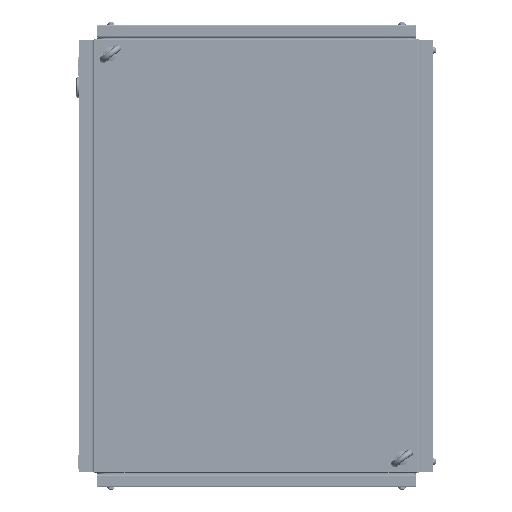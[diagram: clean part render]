
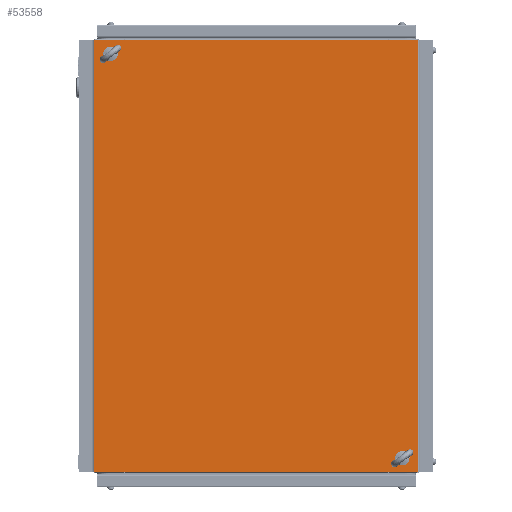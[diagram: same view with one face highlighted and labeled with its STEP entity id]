
A CAD part, front view. The second image highlights one B-rep face of the part: STEP entity #53558.
In plain terms, the highlighted planar face has unit normal (0, -1, 0).
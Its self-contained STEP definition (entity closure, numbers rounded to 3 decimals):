
#523 = DIRECTION ( 'NONE',  ( -1., 0., 0. ) ) ;
#2121 = DIRECTION ( 'NONE',  ( 0., -1., 0. ) ) ;
#3083 = CIRCLE ( 'NONE', #30000, 4.5 ) ;
#3459 = EDGE_CURVE ( 'NONE', #32144, #5307, #36087, .T. ) ;
#3596 = EDGE_CURVE ( 'NONE', #43256, #31629, #3083, .T. ) ;
#5043 = FACE_BOUND ( 'NONE', #27411, .T. ) ;
#5202 = DIRECTION ( 'NONE',  ( 0., 0., -1. ) ) ;
#5307 = VERTEX_POINT ( 'NONE', #51702 ) ;
#6451 = ORIENTED_EDGE ( 'NONE', *, *, #35306, .F. ) ;
#10406 = VERTEX_POINT ( 'NONE', #53602 ) ;
#10921 = ORIENTED_EDGE ( 'NONE', *, *, #3459, .T. ) ;
#11026 = AXIS2_PLACEMENT_3D ( 'NONE', #55730, #33756, #47307 ) ;
#13270 = EDGE_CURVE ( 'NONE', #43618, #41071, #38200, .T. ) ;
#13515 = CIRCLE ( 'NONE', #24089, 4.5 ) ;
#13563 = CARTESIAN_POINT ( 'NONE',  ( 451.5, -20., 19.5 ) ) ;
#14139 = LINE ( 'NONE', #22599, #17370 ) ;
#14556 = CARTESIAN_POINT ( 'NONE',  ( 20.8, -20., 599. ) ) ;
#17022 = DIRECTION ( 'NONE',  ( 0., -1., 0. ) ) ;
#17174 = CARTESIAN_POINT ( 'NONE',  ( 20.8, -20., 0. ) ) ;
#17370 = VECTOR ( 'NONE', #50836, 1000. ) ;
#18523 = LINE ( 'NONE', #14556, #56236 ) ;
#20621 = CARTESIAN_POINT ( 'NONE',  ( 43., -20., 579.5 ) ) ;
#21529 = CIRCLE ( 'NONE', #25369, 4.5 ) ;
#21974 = ORIENTED_EDGE ( 'NONE', *, *, #13270, .F. ) ;
#22599 = CARTESIAN_POINT ( 'NONE',  ( 469.2, -20., 599. ) ) ;
#23438 = CARTESIAN_POINT ( 'NONE',  ( 19.8, -20., 599. ) ) ;
#24089 = AXIS2_PLACEMENT_3D ( 'NONE', #43408, #2121, #46197 ) ;
#25369 = AXIS2_PLACEMENT_3D ( 'NONE', #20621, #17022, #52492 ) ;
#26264 = ORIENTED_EDGE ( 'NONE', *, *, #3596, .F. ) ;
#27411 = EDGE_LOOP ( 'NONE', ( #55000, #26264 ) ) ;
#27976 = FACE_BOUND ( 'NONE', #50089, .T. ) ;
#28103 = EDGE_LOOP ( 'NONE', ( #10921, #57587, #21974, #57689 ) ) ;
#28258 = CARTESIAN_POINT ( 'NONE',  ( 447., -20., 19.5 ) ) ;
#29166 = CARTESIAN_POINT ( 'NONE',  ( 19.8, -20., 599. ) ) ;
#30000 = AXIS2_PLACEMENT_3D ( 'NONE', #28258, #37567, #55879 ) ;
#30028 = CARTESIAN_POINT ( 'NONE',  ( 38.5, -20., 579.5 ) ) ;
#30411 = ORIENTED_EDGE ( 'NONE', *, *, #37323, .F. ) ;
#31629 = VERTEX_POINT ( 'NONE', #13563 ) ;
#32144 = VERTEX_POINT ( 'NONE', #17174 ) ;
#33626 = VECTOR ( 'NONE', #47511, 1000. ) ;
#33756 = DIRECTION ( 'NONE',  ( 0., -1., 0. ) ) ;
#35306 = EDGE_CURVE ( 'NONE', #10406, #44881, #13515, .T. ) ;
#36087 = LINE ( 'NONE', #45733, #39640 ) ;
#37323 = EDGE_CURVE ( 'NONE', #44881, #10406, #21529, .T. ) ;
#37567 = DIRECTION ( 'NONE',  ( 0., -1., 0. ) ) ;
#37860 = FACE_OUTER_BOUND ( 'NONE', #28103, .T. ) ;
#38200 = LINE ( 'NONE', #29166, #33626 ) ;
#39479 = EDGE_CURVE ( 'NONE', #31629, #43256, #58157, .T. ) ;
#39640 = VECTOR ( 'NONE', #59275, 1000. ) ;
#40178 = EDGE_CURVE ( 'NONE', #43618, #32144, #18523, .T. ) ;
#41071 = VERTEX_POINT ( 'NONE', #57660 ) ;
#41836 = DIRECTION ( 'NONE',  ( 0., 1., 0. ) ) ;
#42710 = PLANE ( 'NONE',  #44879 ) ;
#43256 = VERTEX_POINT ( 'NONE', #53547 ) ;
#43408 = CARTESIAN_POINT ( 'NONE',  ( 43., -20., 579.5 ) ) ;
#43618 = VERTEX_POINT ( 'NONE', #55875 ) ;
#44879 = AXIS2_PLACEMENT_3D ( 'NONE', #23438, #41836, #523 ) ;
#44881 = VERTEX_POINT ( 'NONE', #30028 ) ;
#45733 = CARTESIAN_POINT ( 'NONE',  ( 19.8, -20., 0. ) ) ;
#46197 = DIRECTION ( 'NONE',  ( 1., 0., 0. ) ) ;
#47307 = DIRECTION ( 'NONE',  ( 1., 0., 0. ) ) ;
#47511 = DIRECTION ( 'NONE',  ( 1., 0., 0. ) ) ;
#50089 = EDGE_LOOP ( 'NONE', ( #6451, #30411 ) ) ;
#50836 = DIRECTION ( 'NONE',  ( 0., 0., -1. ) ) ;
#51702 = CARTESIAN_POINT ( 'NONE',  ( 469.2, -20., 0. ) ) ;
#52492 = DIRECTION ( 'NONE',  ( 1., 0., 0. ) ) ;
#53547 = CARTESIAN_POINT ( 'NONE',  ( 442.5, -20., 19.5 ) ) ;
#53558 = ADVANCED_FACE ( 'NONE', ( #27976, #5043, #37860 ), #42710, .F. ) ;
#53602 = CARTESIAN_POINT ( 'NONE',  ( 47.5, -20., 579.5 ) ) ;
#55000 = ORIENTED_EDGE ( 'NONE', *, *, #39479, .F. ) ;
#55730 = CARTESIAN_POINT ( 'NONE',  ( 447., -20., 19.5 ) ) ;
#55875 = CARTESIAN_POINT ( 'NONE',  ( 20.8, -20., 599. ) ) ;
#55879 = DIRECTION ( 'NONE',  ( 1., 0., 0. ) ) ;
#56236 = VECTOR ( 'NONE', #5202, 1000. ) ;
#57587 = ORIENTED_EDGE ( 'NONE', *, *, #58750, .F. ) ;
#57660 = CARTESIAN_POINT ( 'NONE',  ( 469.2, -20., 599. ) ) ;
#57689 = ORIENTED_EDGE ( 'NONE', *, *, #40178, .T. ) ;
#58157 = CIRCLE ( 'NONE', #11026, 4.5 ) ;
#58750 = EDGE_CURVE ( 'NONE', #41071, #5307, #14139, .T. ) ;
#59275 = DIRECTION ( 'NONE',  ( 1., 0., 0. ) ) ;
